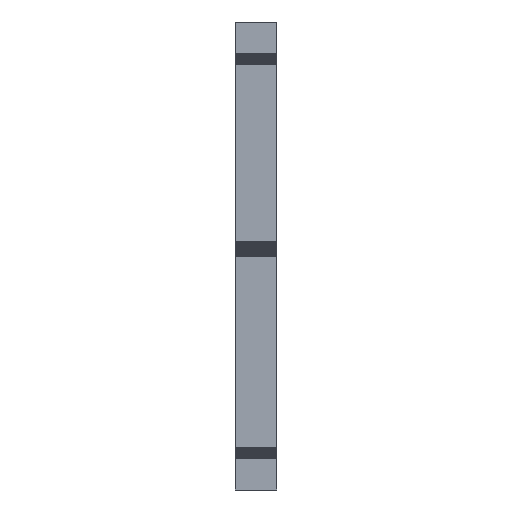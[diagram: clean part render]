
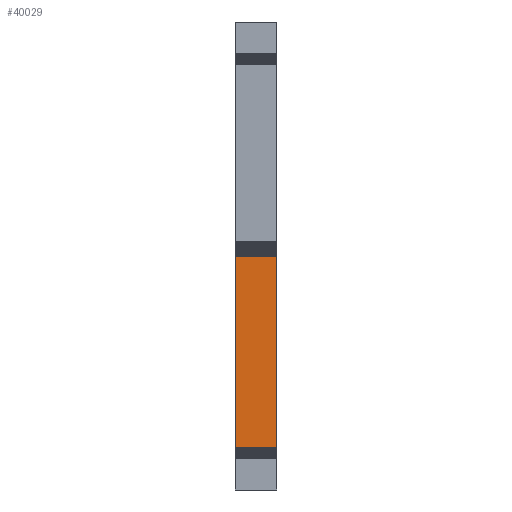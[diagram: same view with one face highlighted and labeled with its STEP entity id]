
A CAD part, front view. The second image highlights one B-rep face of the part: STEP entity #40029.
In plain terms, the highlighted planar face has unit normal (0, -1, 0).
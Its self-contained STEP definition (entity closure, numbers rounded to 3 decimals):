
#22 = VERTEX_POINT('',#23);
#23 = CARTESIAN_POINT('',(0.,0.,101.6));
#32 = PLANE('',#33);
#33 = AXIS2_PLACEMENT_3D('',#34,#35,#36);
#34 = CARTESIAN_POINT('',(0.,0.,0.));
#35 = DIRECTION('',(1.,0.,0.));
#36 = DIRECTION('',(0.,0.,1.));
#44 = PLANE('',#45);
#45 = AXIS2_PLACEMENT_3D('',#46,#47,#48);
#46 = CARTESIAN_POINT('',(0.,0.,101.6));
#47 = DIRECTION('',(0.,0.,1.));
#48 = DIRECTION('',(1.,0.,0.));
#56 = EDGE_CURVE('',#57,#22,#59,.T.);
#57 = VERTEX_POINT('',#58);
#58 = CARTESIAN_POINT('',(0.,0.,18.3));
#59 = SURFACE_CURVE('',#60,(#64,#71),.PCURVE_S1.);
#60 = LINE('',#61,#62);
#61 = CARTESIAN_POINT('',(0.,0.,0.));
#62 = VECTOR('',#63,1.);
#63 = DIRECTION('',(0.,0.,1.));
#64 = PCURVE('',#32,#65);
#65 = DEFINITIONAL_REPRESENTATION('',(#66),#70);
#66 = LINE('',#67,#68);
#67 = CARTESIAN_POINT('',(0.,0.));
#68 = VECTOR('',#69,1.);
#69 = DIRECTION('',(1.,0.));
#70 = ( GEOMETRIC_REPRESENTATION_CONTEXT(2) 
PARAMETRIC_REPRESENTATION_CONTEXT() REPRESENTATION_CONTEXT('2D SPACE',''
  ) );
#71 = PCURVE('',#72,#77);
#72 = PLANE('',#73);
#73 = AXIS2_PLACEMENT_3D('',#74,#75,#76);
#74 = CARTESIAN_POINT('',(0.,0.,0.));
#75 = DIRECTION('',(0.,1.,0.));
#76 = DIRECTION('',(0.,0.,1.));
#77 = DEFINITIONAL_REPRESENTATION('',(#78),#82);
#78 = LINE('',#79,#80);
#79 = CARTESIAN_POINT('',(0.,0.));
#80 = VECTOR('',#81,1.);
#81 = DIRECTION('',(1.,0.));
#82 = ( GEOMETRIC_REPRESENTATION_CONTEXT(2) 
PARAMETRIC_REPRESENTATION_CONTEXT() REPRESENTATION_CONTEXT('2D SPACE',''
  ) );
#100 = PLANE('',#101);
#101 = AXIS2_PLACEMENT_3D('',#102,#103,#104);
#102 = CARTESIAN_POINT('',(0.,-0.3,18.3));
#103 = DIRECTION('',(0.,0.,-1.));
#104 = DIRECTION('',(0.,1.,0.));
#16328 = EDGE_CURVE('',#22,#16329,#16331,.T.);
#16329 = VERTEX_POINT('',#16330);
#16330 = CARTESIAN_POINT('',(18.,0.,101.6));
#16331 = SURFACE_CURVE('',#16332,(#16336,#16343),.PCURVE_S1.);
#16332 = LINE('',#16333,#16334);
#16333 = CARTESIAN_POINT('',(0.,0.,101.6));
#16334 = VECTOR('',#16335,1.);
#16335 = DIRECTION('',(1.,0.,0.));
#16336 = PCURVE('',#44,#16337);
#16337 = DEFINITIONAL_REPRESENTATION('',(#16338),#16342);
#16338 = LINE('',#16339,#16340);
#16339 = CARTESIAN_POINT('',(0.,0.));
#16340 = VECTOR('',#16341,1.);
#16341 = DIRECTION('',(1.,0.));
#16342 = ( GEOMETRIC_REPRESENTATION_CONTEXT(2) 
PARAMETRIC_REPRESENTATION_CONTEXT() REPRESENTATION_CONTEXT('2D SPACE',''
  ) );
#16343 = PCURVE('',#72,#16344);
#16344 = DEFINITIONAL_REPRESENTATION('',(#16345),#16349);
#16345 = LINE('',#16346,#16347);
#16346 = CARTESIAN_POINT('',(101.6,0.));
#16347 = VECTOR('',#16348,1.);
#16348 = DIRECTION('',(0.,1.));
#16349 = ( GEOMETRIC_REPRESENTATION_CONTEXT(2) 
PARAMETRIC_REPRESENTATION_CONTEXT() REPRESENTATION_CONTEXT('2D SPACE',''
  ) );
#16366 = PLANE('',#16367);
#16367 = AXIS2_PLACEMENT_3D('',#16368,#16369,#16370);
#16368 = CARTESIAN_POINT('',(18.,0.,0.));
#16369 = DIRECTION('',(1.,0.,0.));
#16370 = DIRECTION('',(0.,0.,1.));
#39987 = VERTEX_POINT('',#39988);
#39988 = CARTESIAN_POINT('',(18.,0.,18.3));
#40009 = EDGE_CURVE('',#39987,#57,#40010,.T.);
#40010 = SURFACE_CURVE('',#40011,(#40015,#40021),.PCURVE_S1.);
#40011 = LINE('',#40012,#40013);
#40012 = CARTESIAN_POINT('',(0.,0.,18.3));
#40013 = VECTOR('',#40014,1.);
#40014 = DIRECTION('',(-1.,0.,0.));
#40015 = PCURVE('',#100,#40016);
#40016 = DEFINITIONAL_REPRESENTATION('',(#40017),#40020);
#40017 = B_SPLINE_CURVE_WITH_KNOTS('',1,(#40018,#40019),.UNSPECIFIED.,
  .F.,.F.,(2,2),(-19.8,1.8),.PIECEWISE_BEZIER_KNOTS.);
#40018 = CARTESIAN_POINT('',(0.3,19.8));
#40019 = CARTESIAN_POINT('',(0.3,-1.8));
#40020 = ( GEOMETRIC_REPRESENTATION_CONTEXT(2) 
PARAMETRIC_REPRESENTATION_CONTEXT() REPRESENTATION_CONTEXT('2D SPACE',''
  ) );
#40021 = PCURVE('',#72,#40022);
#40022 = DEFINITIONAL_REPRESENTATION('',(#40023),#40026);
#40023 = B_SPLINE_CURVE_WITH_KNOTS('',1,(#40024,#40025),.UNSPECIFIED.,
  .F.,.F.,(2,2),(-19.8,1.8),.PIECEWISE_BEZIER_KNOTS.);
#40024 = CARTESIAN_POINT('',(18.3,19.8));
#40025 = CARTESIAN_POINT('',(18.3,-1.8));
#40026 = ( GEOMETRIC_REPRESENTATION_CONTEXT(2) 
PARAMETRIC_REPRESENTATION_CONTEXT() REPRESENTATION_CONTEXT('2D SPACE',''
  ) );
#40029 = ADVANCED_FACE('',(#40030),#72,.F.);
#40030 = FACE_BOUND('',#40031,.F.);
#40031 = EDGE_LOOP('',(#40032,#40053,#40054,#40055));
#40032 = ORIENTED_EDGE('',*,*,#40033,.F.);
#40033 = EDGE_CURVE('',#39987,#16329,#40034,.T.);
#40034 = SURFACE_CURVE('',#40035,(#40039,#40046),.PCURVE_S1.);
#40035 = LINE('',#40036,#40037);
#40036 = CARTESIAN_POINT('',(18.,0.,0.));
#40037 = VECTOR('',#40038,1.);
#40038 = DIRECTION('',(0.,0.,1.));
#40039 = PCURVE('',#72,#40040);
#40040 = DEFINITIONAL_REPRESENTATION('',(#40041),#40045);
#40041 = LINE('',#40042,#40043);
#40042 = CARTESIAN_POINT('',(0.,18.));
#40043 = VECTOR('',#40044,1.);
#40044 = DIRECTION('',(1.,0.));
#40045 = ( GEOMETRIC_REPRESENTATION_CONTEXT(2) 
PARAMETRIC_REPRESENTATION_CONTEXT() REPRESENTATION_CONTEXT('2D SPACE',''
  ) );
#40046 = PCURVE('',#16366,#40047);
#40047 = DEFINITIONAL_REPRESENTATION('',(#40048),#40052);
#40048 = LINE('',#40049,#40050);
#40049 = CARTESIAN_POINT('',(0.,0.));
#40050 = VECTOR('',#40051,1.);
#40051 = DIRECTION('',(1.,0.));
#40052 = ( GEOMETRIC_REPRESENTATION_CONTEXT(2) 
PARAMETRIC_REPRESENTATION_CONTEXT() REPRESENTATION_CONTEXT('2D SPACE',''
  ) );
#40053 = ORIENTED_EDGE('',*,*,#40009,.T.);
#40054 = ORIENTED_EDGE('',*,*,#56,.T.);
#40055 = ORIENTED_EDGE('',*,*,#16328,.T.);
